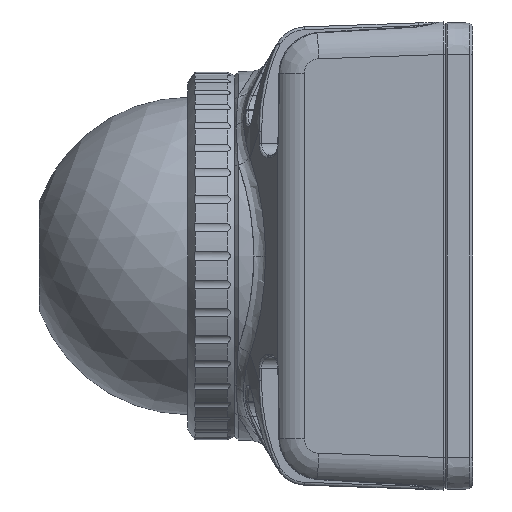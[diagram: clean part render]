
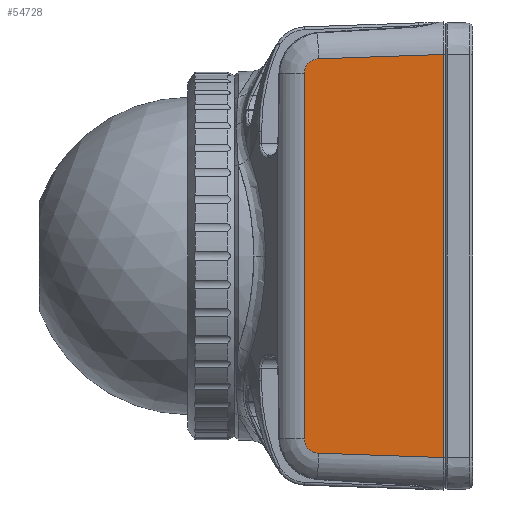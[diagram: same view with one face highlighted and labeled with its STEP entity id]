
A CAD part, left-side view. The second image highlights one B-rep face of the part: STEP entity #54728.
In plain terms, the highlighted planar face has unit normal (-0.999, 0.035, 0).
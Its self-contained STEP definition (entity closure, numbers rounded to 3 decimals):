
#31833=DIRECTION('',(-0.035,-0.999,0.035));
#31834=VECTOR('',#31833,17.37);
#31835=CARTESIAN_POINT('',(-31.831,-4.518,
27.334));
#31836=LINE('',#31835,#31834);
#31840=DIRECTION('',(0.,0.,-1.));
#31841=VECTOR('',#31840,55.879);
#31842=CARTESIAN_POINT('',(-32.437,-21.867,
27.94));
#31843=LINE('',#31842,#31841);
#31847=DIRECTION('',(0.035,0.999,0.035));
#31848=VECTOR('',#31847,17.37);
#31849=CARTESIAN_POINT('',(-32.437,-21.867,
-27.94));
#31850=LINE('',#31849,#31848);
#31854=CARTESIAN_POINT('',(-31.831,-4.518,
-27.334));
#31855=CARTESIAN_POINT('',(-31.822,-4.268,
-27.325));
#31856=CARTESIAN_POINT('',(-31.805,-3.76,
-27.21));
#31857=CARTESIAN_POINT('',(-31.782,-3.113,
-26.76));
#31858=CARTESIAN_POINT('',(-31.767,-2.686,
-26.098));
#31859=CARTESIAN_POINT('',(-31.764,-2.589,
-25.586));
#31860=CARTESIAN_POINT('',(-31.764,-2.589,
-25.335));
#31865=CARTESIAN_POINT('',(-31.764,-2.589,
25.335));
#31866=CARTESIAN_POINT('',(-31.764,-2.589,
25.586));
#31867=CARTESIAN_POINT('',(-31.767,-2.686,
26.098));
#31868=CARTESIAN_POINT('',(-31.782,-3.113,
26.76));
#31869=CARTESIAN_POINT('',(-31.805,-3.76,
27.21));
#31870=CARTESIAN_POINT('',(-31.822,-4.268,
27.325));
#31871=CARTESIAN_POINT('',(-31.831,-4.518,
27.334));
#32242=DIRECTION('',(0.,0.,-1.));
#32243=VECTOR('',#32242,50.67);
#32244=CARTESIAN_POINT('',(-31.764,-2.589,
25.335));
#32245=LINE('',#32244,#32243);
#51609=CARTESIAN_POINT('',(-32.437,-21.867,
27.94));
#51610=CARTESIAN_POINT('',(-32.437,-21.867,
-27.94));
#51611=VERTEX_POINT('',#51609);
#51612=VERTEX_POINT('',#51610);
#51632=CARTESIAN_POINT('',(-31.831,-4.518,
27.334));
#51633=VERTEX_POINT('',#51632);
#51634=CARTESIAN_POINT('',(-31.831,-4.518,
-27.334));
#51635=VERTEX_POINT('',#51634);
#51636=VERTEX_POINT('',#31860);
#51637=CARTESIAN_POINT('',(-31.764,-2.589,
25.335));
#51638=VERTEX_POINT('',#51637);
#54710=CARTESIAN_POINT('',(-32.1,-12.228,
0.));
#54711=DIRECTION('',(0.999,-0.035,0.));
#54712=DIRECTION('',(0.,0.,-1.));
#54713=AXIS2_PLACEMENT_3D('',#54710,#54711,#54712);
#54714=PLANE('',#54713);
#54716=ORIENTED_EDGE('',*,*,#54715,.T.);
#54717=ORIENTED_EDGE('',*,*,#54676,.T.);
#54719=ORIENTED_EDGE('',*,*,#54718,.T.);
#54721=ORIENTED_EDGE('',*,*,#54720,.T.);
#54723=ORIENTED_EDGE('',*,*,#54722,.F.);
#54725=ORIENTED_EDGE('',*,*,#54724,.T.);
#54726=EDGE_LOOP('',(#54716,#54717,#54719,#54721,#54723,#54725));
#54727=FACE_OUTER_BOUND('',#54726,.F.);
#54728=ADVANCED_FACE('',(#54727),#54714,.F.);
#31861=B_SPLINE_CURVE_WITH_KNOTS('',3,(#31854,#31855,#31856,#31857,#31858,
#31859,#31860),.UNSPECIFIED.,.F.,.F.,(4,1,1,1,4),(0.,0.245,
0.5,0.755,1.),.UNSPECIFIED.);
#31872=B_SPLINE_CURVE_WITH_KNOTS('',3,(#31865,#31866,#31867,#31868,#31869,
#31870,#31871),.UNSPECIFIED.,.F.,.F.,(4,1,1,1,4),(0.,0.245,
0.5,0.755,1.),.UNSPECIFIED.);
#54676=EDGE_CURVE('',#51611,#51612,#31843,.T.);
#54715=EDGE_CURVE('',#51633,#51611,#31836,.T.);
#54718=EDGE_CURVE('',#51612,#51635,#31850,.T.);
#54720=EDGE_CURVE('',#51635,#51636,#31861,.T.);
#54722=EDGE_CURVE('',#51638,#51636,#32245,.T.);
#54724=EDGE_CURVE('',#51638,#51633,#31872,.T.);
